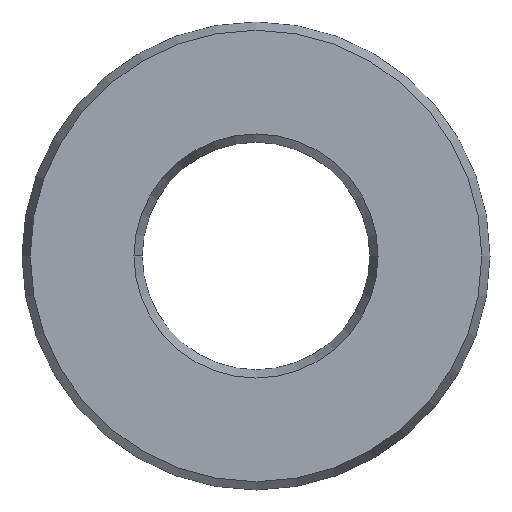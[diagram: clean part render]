
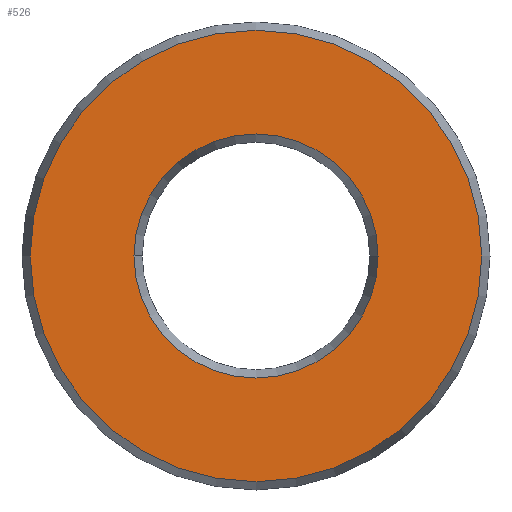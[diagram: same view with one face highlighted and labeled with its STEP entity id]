
A CAD part, left-side view. The second image highlights one B-rep face of the part: STEP entity #526.
In plain terms, the highlighted planar face has unit normal (-1, 0, 0).
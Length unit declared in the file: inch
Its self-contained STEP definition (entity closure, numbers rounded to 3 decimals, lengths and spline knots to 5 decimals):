
#235=CARTESIAN_POINT('',(-0.33465,0.,0.));
#236=DIRECTION('',(-1.,0.,0.));
#237=DIRECTION('',(0.,-1.,0.));
#238=AXIS2_PLACEMENT_3D('',#235,#236,#237);
#240=CARTESIAN_POINT('',(-0.33465,0.,0.));
#241=DIRECTION('',(-1.,0.,0.));
#242=DIRECTION('',(0.,1.,0.));
#243=AXIS2_PLACEMENT_3D('',#240,#241,#242);
#245=CARTESIAN_POINT('',(-0.33465,0.,0.));
#246=DIRECTION('',(1.,0.,0.));
#247=DIRECTION('',(0.,-1.,0.));
#248=AXIS2_PLACEMENT_3D('',#245,#246,#247);
#250=CARTESIAN_POINT('',(-0.33465,0.,0.));
#251=DIRECTION('',(1.,0.,0.));
#252=DIRECTION('',(0.,1.,0.));
#253=AXIS2_PLACEMENT_3D('',#250,#251,#252);
#283=CARTESIAN_POINT('',(-0.33465,1.36717,
0.));
#285=VERTEX_POINT('',#283);
#290=CARTESIAN_POINT('',(-0.33465,-1.36717,
0.));
#292=VERTEX_POINT('',#290);
#307=CARTESIAN_POINT('',(-0.33465,0.73913,
0.));
#309=VERTEX_POINT('',#307);
#317=CARTESIAN_POINT('',(-0.33465,-0.73913,
0.));
#318=VERTEX_POINT('',#317);
#511=CARTESIAN_POINT('',(-0.33465,0.,0.));
#512=DIRECTION('',(1.,0.,0.));
#513=DIRECTION('',(0.,-1.,0.));
#514=AXIS2_PLACEMENT_3D('',#511,#512,#513);
#515=PLANE('',#514);
#516=ORIENTED_EDGE('',*,*,#488,.T.);
#517=ORIENTED_EDGE('',*,*,#503,.T.);
#518=EDGE_LOOP('',(#516,#517));
#519=FACE_OUTER_BOUND('',#518,.F.);
#521=ORIENTED_EDGE('',*,*,#520,.T.);
#523=ORIENTED_EDGE('',*,*,#522,.T.);
#524=EDGE_LOOP('',(#521,#523));
#525=FACE_BOUND('',#524,.F.);
#239=CIRCLE('',#238,0.73913);
#244=CIRCLE('',#243,0.73913);
#249=CIRCLE('',#248,1.36717);
#254=CIRCLE('',#253,1.36717);
#488=EDGE_CURVE('',#292,#285,#249,.T.);
#503=EDGE_CURVE('',#285,#292,#254,.T.);
#520=EDGE_CURVE('',#318,#309,#239,.T.);
#522=EDGE_CURVE('',#309,#318,#244,.T.);
#526=ADVANCED_FACE('',(#519,#525),#515,.F.);
